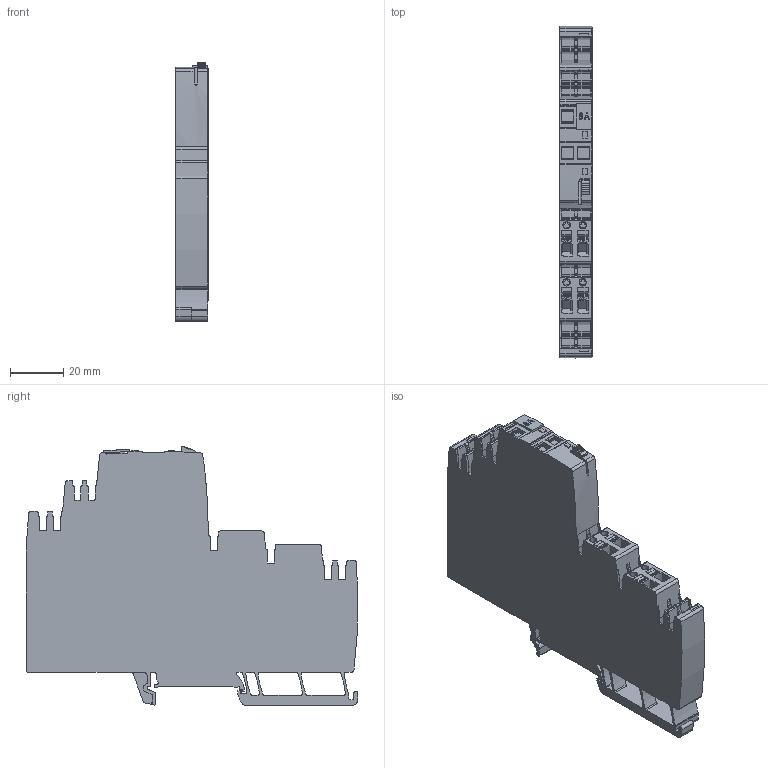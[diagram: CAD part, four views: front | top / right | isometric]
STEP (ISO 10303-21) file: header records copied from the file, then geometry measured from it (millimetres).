
FILE_DESCRIPTION(('CATIA V5 STEP Exchange','CAx-IF Rec.Pracs.--- Model Styling and Organization---1.5--- 2016-08-15','CAx-IF Rec.Pracs.---Supplemental Geometry---1.0---2011-11-01','CAx-IF Rec.Pracs.--- Composite Materials ---1.1---2010-07-15'),'2;1');
FILE_NAME ('8611231_6', '2025-02-20T09:55:12+00:00', ('none'), ('Weidmueller'), 'CATIA Version 5-6 Release 2022 SP4 HF5', 'CATIA V5 STEP AP214 v3', 'none');
FILE_SCHEMA(('AUTOMOTIVE_DESIGN { 1 0 10303 214 1 1 1 1 }'));
Length unit declared in the file: millimetre
Products named in the file (1): S3D_AMG_ELM-8F
Bounding box: 12.2 x 125.07 x 97.53 mm (x, y, z)
Volume: 95401.5 mm3; surface area: 29725.4 mm2
Topology: 1 solids, 1 shells, 1252 faces, 3872 edges, 2659 vertices
Faces by surface type: plane 647, cylinder 442, extrusion 161, bspline 2
Entity records: 43877 total; most frequent: CARTESIAN_POINT 10685, ORIENTED_EDGE 7744, DIRECTION 4784, EDGE_CURVE 3872, VECTOR 2688, VERTEX_POINT 2659, LINE 2527, AXIS2_PLACEMENT_3D 1504
